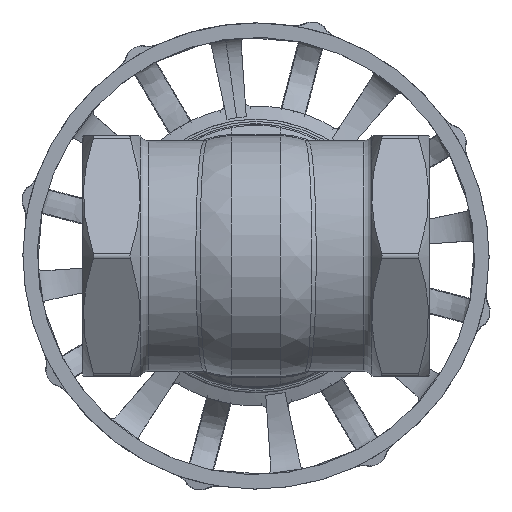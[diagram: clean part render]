
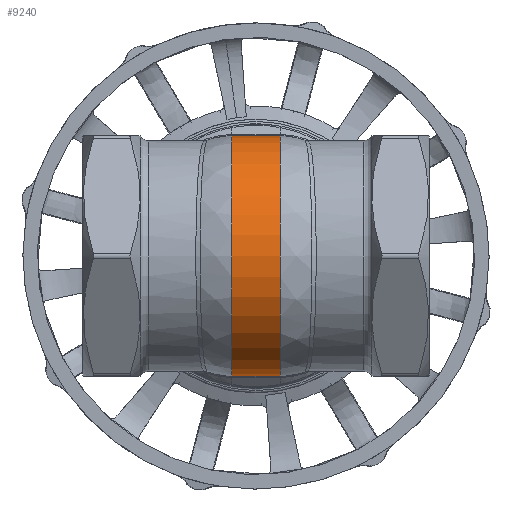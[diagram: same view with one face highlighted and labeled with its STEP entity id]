
A CAD part, front view. The second image highlights one B-rep face of the part: STEP entity #9240.
In plain terms, the highlighted cylindrical face has radius 25 mm (diameter 50 mm), a partial arc.
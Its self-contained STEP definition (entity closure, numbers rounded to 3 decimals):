
#1049=CYLINDRICAL_SURFACE('',#9945,25.);
#1496=FACE_OUTER_BOUND('',#2009,.T.);
#2009=EDGE_LOOP('',(#6791,#6792,#6793,#6794));
#2428=LINE('',#13141,#2789);
#2532=LINE('',#15262,#2893);
#2789=VECTOR('',#10624,10.);
#2893=VECTOR('',#11188,10.);
#3155=CIRCLE('',#9943,25.);
#3156=CIRCLE('',#9946,25.);
#3461=VERTEX_POINT('',#13129);
#3465=VERTEX_POINT('',#13140);
#3535=VERTEX_POINT('',#13648);
#3684=VERTEX_POINT('',#15242);
#4447=EDGE_CURVE('',#3465,#3461,#2428,.T.);
#4809=EDGE_CURVE('',#3465,#3684,#3155,.T.);
#4810=EDGE_CURVE('',#3535,#3684,#2532,.T.);
#4811=EDGE_CURVE('',#3535,#3461,#3156,.T.);
#6791=ORIENTED_EDGE('',*,*,#4809,.F.);
#6792=ORIENTED_EDGE('',*,*,#4447,.T.);
#6793=ORIENTED_EDGE('',*,*,#4811,.F.);
#6794=ORIENTED_EDGE('',*,*,#4810,.T.);
#9240=ADVANCED_FACE('',(#1496),#1049,.T.);
#9943=AXIS2_PLACEMENT_3D('',#15260,#11184,#11185);
#9945=AXIS2_PLACEMENT_3D('',#15263,#11189,#11190);
#9946=AXIS2_PLACEMENT_3D('',#15264,#11191,#11192);
#10624=DIRECTION('',(-1.,0.,0.));
#11184=DIRECTION('center_axis',(1.,0.,0.));
#11185=DIRECTION('ref_axis',(0.,-1.,0.));
#11188=DIRECTION('',(1.,0.,0.));
#11189=DIRECTION('center_axis',(-1.,0.,0.));
#11190=DIRECTION('ref_axis',(0.,-0.707,0.707));
#11191=DIRECTION('center_axis',(-1.,0.,0.));
#11192=DIRECTION('ref_axis',(0.,-1.,0.));
#13129=CARTESIAN_POINT('',(-41.,-0.75,25.));
#13140=CARTESIAN_POINT('',(-31.,-0.75,25.));
#13141=CARTESIAN_POINT('',(-46.,-0.75,25.));
#13648=CARTESIAN_POINT('',(-41.,-0.75,-25.));
#15242=CARTESIAN_POINT('',(-31.,-0.75,-25.));
#15260=CARTESIAN_POINT('Origin',(-31.,-0.75,0.));
#15262=CARTESIAN_POINT('',(-26.,-0.75,-25.));
#15263=CARTESIAN_POINT('Origin',(-46.,-0.75,0.));
#15264=CARTESIAN_POINT('Origin',(-41.,-0.75,0.));
